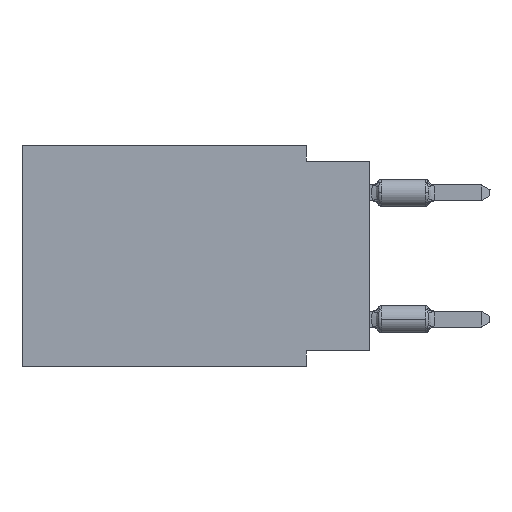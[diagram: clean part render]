
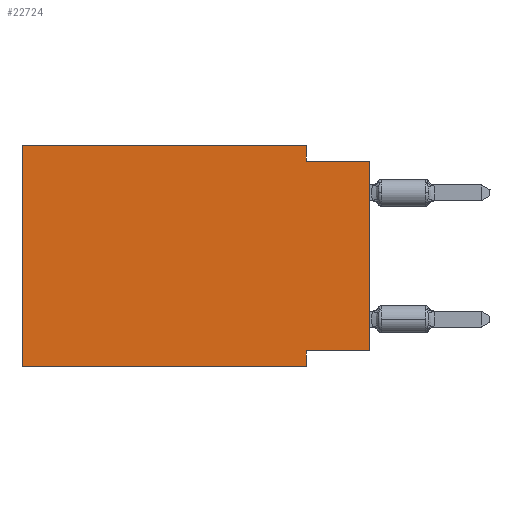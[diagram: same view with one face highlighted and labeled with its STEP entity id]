
A CAD part, left-side view. The second image highlights one B-rep face of the part: STEP entity #22724.
In plain terms, the highlighted planar face has unit normal (-1, 0, 0).
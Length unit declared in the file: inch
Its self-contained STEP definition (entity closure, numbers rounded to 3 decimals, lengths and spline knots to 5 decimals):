
#2279 = CARTESIAN_POINT ( 'NONE',  ( 0., 0., -0.025 ) ) ;
#2358 = DIRECTION ( 'NONE',  ( 1., 0., 0. ) ) ;
#3095 = CARTESIAN_POINT ( 'NONE',  ( 0., 0.55, 0. ) ) ;
#3449 = ORIENTED_EDGE ( 'NONE', *, *, #33540, .F. ) ;
#4198 = VERTEX_POINT ( 'NONE', #54327 ) ;
#6523 = VECTOR ( 'NONE', #21698, 39.37008 ) ;
#6655 = LINE ( 'NONE', #29632, #47940 ) ;
#8466 = ORIENTED_EDGE ( 'NONE', *, *, #12008, .F. ) ;
#9615 = DIRECTION ( 'NONE',  ( 0., 0., 1. ) ) ;
#10711 = CARTESIAN_POINT ( 'NONE',  ( 0., 0., -0.025 ) ) ;
#12008 = EDGE_CURVE ( 'NONE', #14378, #13121, #42467, .T. ) ;
#12185 = DIRECTION ( 'NONE',  ( 0., -1., 0. ) ) ;
#12340 = CARTESIAN_POINT ( 'NONE',  ( 0., 0.1, -0.35 ) ) ;
#12955 = EDGE_CURVE ( 'NONE', #13121, #24301, #16388, .T. ) ;
#13121 = VERTEX_POINT ( 'NONE', #17553 ) ;
#13237 = VECTOR ( 'NONE', #30313, 39.37008 ) ;
#13661 = CARTESIAN_POINT ( 'NONE',  ( 0., 0.1, -0.35 ) ) ;
#14378 = VERTEX_POINT ( 'NONE', #47788 ) ;
#15114 = DIRECTION ( 'NONE',  ( 0., -1., 0. ) ) ;
#15407 = LINE ( 'NONE', #10711, #27847 ) ;
#16388 = LINE ( 'NONE', #39680, #6523 ) ;
#16632 = VECTOR ( 'NONE', #39069, 39.37008 ) ;
#16880 = VECTOR ( 'NONE', #12185, 39.37008 ) ;
#17330 = ORIENTED_EDGE ( 'NONE', *, *, #50778, .F. ) ;
#17553 = CARTESIAN_POINT ( 'NONE',  ( 0., 0.1, 0. ) ) ;
#18073 = EDGE_CURVE ( 'NONE', #4198, #14378, #43498, .T. ) ;
#18435 = LINE ( 'NONE', #54735, #44410 ) ;
#19770 = DIRECTION ( 'NONE',  ( 0., -1., 0. ) ) ;
#20299 = CARTESIAN_POINT ( 'NONE',  ( 0., 0.1, -0.025 ) ) ;
#20604 = VECTOR ( 'NONE', #19770, 39.37008 ) ;
#20659 = FACE_OUTER_BOUND ( 'NONE', #48711, .T. ) ;
#21698 = DIRECTION ( 'NONE',  ( 0., 0., -1. ) ) ;
#22278 = EDGE_CURVE ( 'NONE', #4198, #56152, #30457, .T. ) ;
#22724 = ADVANCED_FACE ( 'NONE', ( #20659 ), #25950, .F. ) ;
#24077 = VERTEX_POINT ( 'NONE', #58099 ) ;
#24301 = VERTEX_POINT ( 'NONE', #20299 ) ;
#24644 = DIRECTION ( 'NONE',  ( 0., 1., 0. ) ) ;
#25950 = PLANE ( 'NONE',  #30049 ) ;
#27847 = VECTOR ( 'NONE', #15114, 39.37008 ) ;
#29632 = CARTESIAN_POINT ( 'NONE',  ( 0., 0., -0.325 ) ) ;
#30049 = AXIS2_PLACEMENT_3D ( 'NONE', #43938, #2358, #47492 ) ;
#30313 = DIRECTION ( 'NONE',  ( 0., 0., -1. ) ) ;
#30340 = ORIENTED_EDGE ( 'NONE', *, *, #55636, .T. ) ;
#30457 = LINE ( 'NONE', #48459, #16880 ) ;
#32086 = VERTEX_POINT ( 'NONE', #2279 ) ;
#33540 = EDGE_CURVE ( 'NONE', #52208, #56152, #38561, .T. ) ;
#35413 = ORIENTED_EDGE ( 'NONE', *, *, #12955, .F. ) ;
#38561 = LINE ( 'NONE', #12340, #13237 ) ;
#39069 = DIRECTION ( 'NONE',  ( 0., 0., 1. ) ) ;
#39680 = CARTESIAN_POINT ( 'NONE',  ( 0., 0.1, 0. ) ) ;
#42467 = LINE ( 'NONE', #56036, #20604 ) ;
#43498 = LINE ( 'NONE', #3095, #16632 ) ;
#43938 = CARTESIAN_POINT ( 'NONE',  ( 0., 0.55, 0. ) ) ;
#44410 = VECTOR ( 'NONE', #9615, 39.37008 ) ;
#47492 = DIRECTION ( 'NONE',  ( 0., 0., -1. ) ) ;
#47788 = CARTESIAN_POINT ( 'NONE',  ( 0., 0.55, 0. ) ) ;
#47940 = VECTOR ( 'NONE', #24644, 39.37008 ) ;
#48415 = ORIENTED_EDGE ( 'NONE', *, *, #18073, .F. ) ;
#48459 = CARTESIAN_POINT ( 'NONE',  ( 0., 0.55, -0.35 ) ) ;
#48711 = EDGE_LOOP ( 'NONE', ( #30340, #50358, #35413, #8466, #48415, #50327, #3449, #17330 ) ) ;
#49410 = CARTESIAN_POINT ( 'NONE',  ( 0., 0.1, -0.325 ) ) ;
#50327 = ORIENTED_EDGE ( 'NONE', *, *, #22278, .T. ) ;
#50358 = ORIENTED_EDGE ( 'NONE', *, *, #56317, .F. ) ;
#50778 = EDGE_CURVE ( 'NONE', #24077, #52208, #6655, .T. ) ;
#52208 = VERTEX_POINT ( 'NONE', #49410 ) ;
#54327 = CARTESIAN_POINT ( 'NONE',  ( 0., 0.55, -0.35 ) ) ;
#54735 = CARTESIAN_POINT ( 'NONE',  ( 0., 0., 0. ) ) ;
#55636 = EDGE_CURVE ( 'NONE', #24077, #32086, #18435, .T. ) ;
#56036 = CARTESIAN_POINT ( 'NONE',  ( 0., 0.55, 0. ) ) ;
#56152 = VERTEX_POINT ( 'NONE', #13661 ) ;
#56317 = EDGE_CURVE ( 'NONE', #24301, #32086, #15407, .T. ) ;
#58099 = CARTESIAN_POINT ( 'NONE',  ( 0., 0., -0.325 ) ) ;
